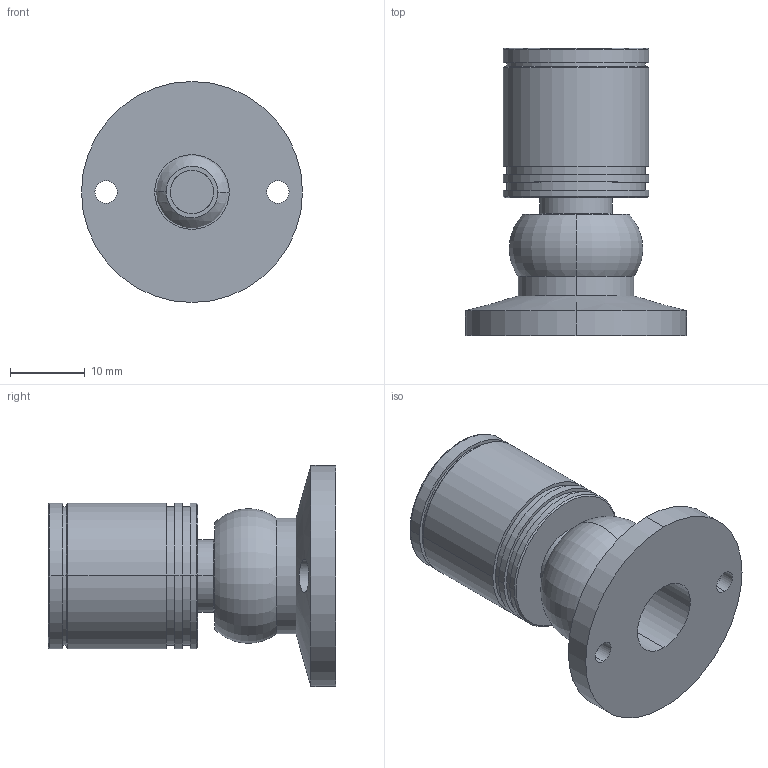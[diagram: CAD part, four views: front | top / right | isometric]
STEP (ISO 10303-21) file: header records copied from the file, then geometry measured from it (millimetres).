
FILE_DESCRIPTION (( 'STEP AP203' ), '1' );
FILE_NAME ('ÉäµÆ1.STEP', '2023-03-21T06:03:43', ( '' ), ( '' ), 'SwSTEP 2.0', 'SolidWorks 2018', '' );
FILE_SCHEMA (( 'CONFIG_CONTROL_DESIGN' ));
Length unit declared in the file: millimetre
Products named in the file (7): 腑啣; 橡胶圈; 奻裔; 芵噩; 扞腑1; 菁釱; 掛极
Assembly tree (6 placements, depth 2):
  扞腑1
    菁釱
    橡胶圈
    掛极
    腑啣
    芵噩
    奻裔
Bounding box: 29.6 x 38.44 x 29.6 mm (x, y, z)
Volume: 8172.2 mm3; surface area: 9053.2 mm2
Topology: 10 solids, 11 shells, 228 faces, 530 edges, 345 vertices
Faces by surface type: plane 100, cylinder 82, bspline 16, cone 12, sphere 10, torus 8
Entity records: 9406 total; most frequent: CARTESIAN_POINT 3388, DIRECTION 1141, ORIENTED_EDGE 1050, EDGE_CURVE 525, AXIS2_PLACEMENT_3D 431, VERTEX_POINT 342, VECTOR 279, LINE 279
